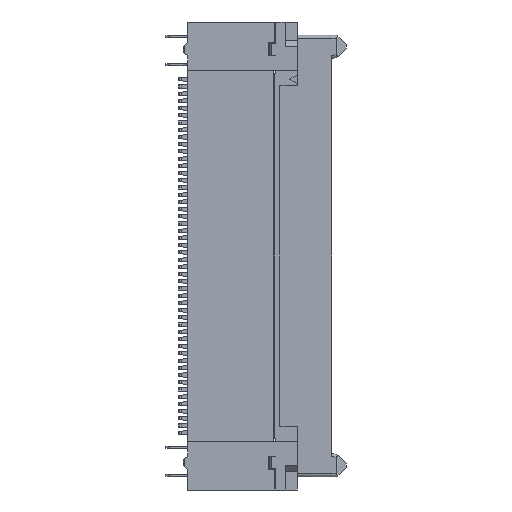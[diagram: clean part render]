
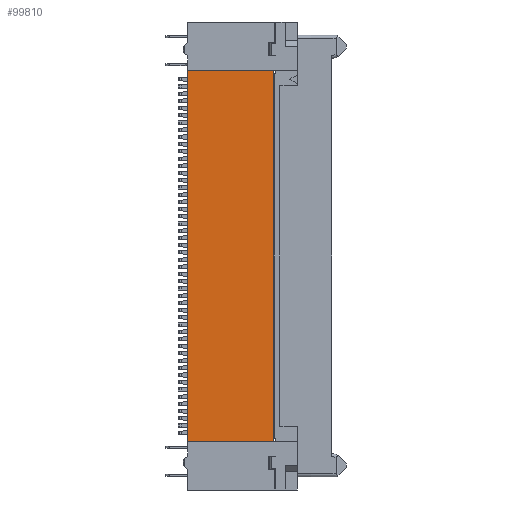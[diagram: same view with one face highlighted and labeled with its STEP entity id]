
A CAD part, left-side view. The second image highlights one B-rep face of the part: STEP entity #99810.
In plain terms, the highlighted planar face has unit normal (-1, 0, 0).
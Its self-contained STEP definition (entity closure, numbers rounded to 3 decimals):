
#5840=CARTESIAN_POINT('',(-6.923,14.231,12.175));
#5850=VERTEX_POINT('',#5840);
#5880=CARTESIAN_POINT('',(-6.923,14.331,12.175));
#5890=DIRECTION('',(0.,1.,0.));
#5900=VECTOR('',#5890,1.);
#5910=LINE('',#5880,#5900);
#5920=CARTESIAN_POINT('',(-6.923,23.681,12.175));
#5930=VERTEX_POINT('',#5920);
#5940=EDGE_CURVE('',#5850,#5930,#5910,.T.);
#35520=CARTESIAN_POINT('',(-6.923,14.231,-24.2));
#35530=DIRECTION('',(0.,0.,1.));
#35540=VECTOR('',#35530,1.);
#35550=LINE('',#35520,#35540);
#35560=CARTESIAN_POINT('',(-6.923,14.231,-28.975));
#35570=VERTEX_POINT('',#35560);
#35580=EDGE_CURVE('',#35570,#5850,#35550,.T.);
#56860=CARTESIAN_POINT('',(-6.923,23.681,-28.975));
#56870=VERTEX_POINT('',#56860);
#56900=CARTESIAN_POINT('',(-6.923,14.331,-28.975));
#56910=DIRECTION('',(0.,-1.,0.));
#56920=VECTOR('',#56910,1.);
#56930=LINE('',#56900,#56920);
#56940=EDGE_CURVE('',#56870,#35570,#56930,.T.);
#62850=CARTESIAN_POINT('',(-6.923,23.681,-24.2));
#62860=DIRECTION('',(0.,0.,1.));
#62870=VECTOR('',#62860,1.);
#62880=LINE('',#62850,#62870);
#62890=EDGE_CURVE('',#56870,#5930,#62880,.T.);
#99700=CARTESIAN_POINT('',(-6.923,23.681,-4.193
));
#99710=DIRECTION('',(1.,0.,-0.));
#99720=DIRECTION('',(0.,0.,1.));
#99730=AXIS2_PLACEMENT_3D('',#99700,#99710,#99720);
#99740=PLANE('',#99730);
#99750=ORIENTED_EDGE('',*,*,#5940,.T.);
#99760=ORIENTED_EDGE('',*,*,#35580,.T.);
#99770=ORIENTED_EDGE('',*,*,#56940,.T.);
#99780=ORIENTED_EDGE('',*,*,#62890,.F.);
#99790=EDGE_LOOP('',(#99780,#99770,#99760,#99750));
#99800=FACE_OUTER_BOUND('',#99790,.T.);
#99810=ADVANCED_FACE('',(#99800),#99740,.F.);
